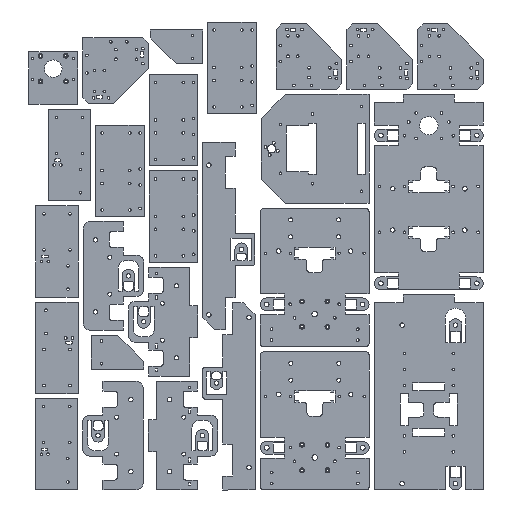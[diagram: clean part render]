
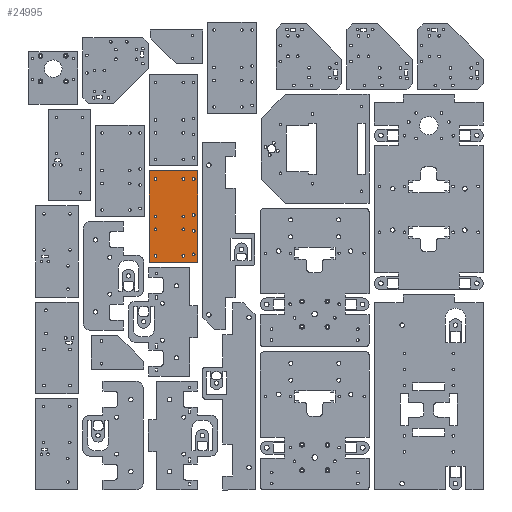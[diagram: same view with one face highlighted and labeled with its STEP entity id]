
A CAD part, left-side view. The second image highlights one B-rep face of the part: STEP entity #24995.
In plain terms, the highlighted face is planar.
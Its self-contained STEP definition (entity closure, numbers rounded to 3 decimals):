
#647=FACE_BOUND('',#4181,.T.);
#648=FACE_BOUND('',#4182,.T.);
#649=FACE_BOUND('',#4183,.T.);
#650=FACE_BOUND('',#4184,.T.);
#651=FACE_BOUND('',#4185,.T.);
#652=FACE_BOUND('',#4186,.T.);
#653=FACE_BOUND('',#4187,.T.);
#654=FACE_BOUND('',#4188,.T.);
#655=FACE_BOUND('',#4189,.T.);
#656=FACE_BOUND('',#4190,.T.);
#657=FACE_BOUND('',#4191,.T.);
#658=FACE_BOUND('',#4192,.T.);
#1454=PLANE('',#27172);
#2532=FACE_OUTER_BOUND('',#4180,.T.);
#4180=EDGE_LOOP('',(#20961,#20962,#20963,#20964));
#4181=EDGE_LOOP('',(#20965));
#4182=EDGE_LOOP('',(#20966));
#4183=EDGE_LOOP('',(#20967));
#4184=EDGE_LOOP('',(#20968));
#4185=EDGE_LOOP('',(#20969));
#4186=EDGE_LOOP('',(#20970));
#4187=EDGE_LOOP('',(#20971));
#4188=EDGE_LOOP('',(#20972));
#4189=EDGE_LOOP('',(#20973));
#4190=EDGE_LOOP('',(#20974));
#4191=EDGE_LOOP('',(#20975));
#4192=EDGE_LOOP('',(#20976));
#6559=LINE('',#39232,#9176);
#6564=LINE('',#39242,#9181);
#6565=LINE('',#39244,#9182);
#6566=LINE('',#39245,#9183);
#9176=VECTOR('',#32153,10.);
#9181=VECTOR('',#32160,10.);
#9182=VECTOR('',#32161,10.);
#9183=VECTOR('',#32162,10.);
#10726=CIRCLE('',#27136,1.65);
#10728=CIRCLE('',#27139,1.65);
#10730=CIRCLE('',#27142,1.65);
#10732=CIRCLE('',#27145,1.65);
#10734=CIRCLE('',#27148,1.65);
#10736=CIRCLE('',#27151,1.65);
#10738=CIRCLE('',#27154,1.65);
#10740=CIRCLE('',#27157,1.65);
#10742=CIRCLE('',#27160,1.65);
#10744=CIRCLE('',#27163,1.65);
#10746=CIRCLE('',#27166,1.65);
#10748=CIRCLE('',#27169,1.65);
#12442=VERTEX_POINT('',#39156);
#12444=VERTEX_POINT('',#39162);
#12446=VERTEX_POINT('',#39168);
#12448=VERTEX_POINT('',#39174);
#12450=VERTEX_POINT('',#39180);
#12452=VERTEX_POINT('',#39186);
#12454=VERTEX_POINT('',#39192);
#12456=VERTEX_POINT('',#39198);
#12458=VERTEX_POINT('',#39204);
#12460=VERTEX_POINT('',#39210);
#12462=VERTEX_POINT('',#39216);
#12464=VERTEX_POINT('',#39222);
#12467=VERTEX_POINT('',#39229);
#12468=VERTEX_POINT('',#39231);
#12472=VERTEX_POINT('',#39241);
#12473=VERTEX_POINT('',#39243);
#15426=EDGE_CURVE('',#12442,#12442,#10726,.T.);
#15429=EDGE_CURVE('',#12444,#12444,#10728,.T.);
#15432=EDGE_CURVE('',#12446,#12446,#10730,.T.);
#15435=EDGE_CURVE('',#12448,#12448,#10732,.T.);
#15438=EDGE_CURVE('',#12450,#12450,#10734,.T.);
#15441=EDGE_CURVE('',#12452,#12452,#10736,.T.);
#15444=EDGE_CURVE('',#12454,#12454,#10738,.T.);
#15447=EDGE_CURVE('',#12456,#12456,#10740,.T.);
#15450=EDGE_CURVE('',#12458,#12458,#10742,.T.);
#15453=EDGE_CURVE('',#12460,#12460,#10744,.T.);
#15456=EDGE_CURVE('',#12462,#12462,#10746,.T.);
#15459=EDGE_CURVE('',#12464,#12464,#10748,.T.);
#15463=EDGE_CURVE('',#12467,#12468,#6559,.T.);
#15468=EDGE_CURVE('',#12472,#12467,#6564,.T.);
#15469=EDGE_CURVE('',#12473,#12472,#6565,.T.);
#15470=EDGE_CURVE('',#12468,#12473,#6566,.T.);
#20961=ORIENTED_EDGE('',*,*,#15468,.F.);
#20962=ORIENTED_EDGE('',*,*,#15469,.F.);
#20963=ORIENTED_EDGE('',*,*,#15470,.F.);
#20964=ORIENTED_EDGE('',*,*,#15463,.F.);
#20965=ORIENTED_EDGE('',*,*,#15426,.T.);
#20966=ORIENTED_EDGE('',*,*,#15429,.T.);
#20967=ORIENTED_EDGE('',*,*,#15432,.T.);
#20968=ORIENTED_EDGE('',*,*,#15435,.T.);
#20969=ORIENTED_EDGE('',*,*,#15438,.T.);
#20970=ORIENTED_EDGE('',*,*,#15441,.T.);
#20971=ORIENTED_EDGE('',*,*,#15444,.T.);
#20972=ORIENTED_EDGE('',*,*,#15447,.T.);
#20973=ORIENTED_EDGE('',*,*,#15450,.T.);
#20974=ORIENTED_EDGE('',*,*,#15453,.T.);
#20975=ORIENTED_EDGE('',*,*,#15456,.T.);
#20976=ORIENTED_EDGE('',*,*,#15459,.T.);
#24995=ADVANCED_FACE('',(#2532,#647,#648,#649,#650,#651,#652,#653,#654,
#655,#656,#657,#658),#1454,.T.);
#27136=AXIS2_PLACEMENT_3D('',#39157,#32068,#32069);
#27139=AXIS2_PLACEMENT_3D('',#39163,#32075,#32076);
#27142=AXIS2_PLACEMENT_3D('',#39169,#32082,#32083);
#27145=AXIS2_PLACEMENT_3D('',#39175,#32089,#32090);
#27148=AXIS2_PLACEMENT_3D('',#39181,#32096,#32097);
#27151=AXIS2_PLACEMENT_3D('',#39187,#32103,#32104);
#27154=AXIS2_PLACEMENT_3D('',#39193,#32110,#32111);
#27157=AXIS2_PLACEMENT_3D('',#39199,#32117,#32118);
#27160=AXIS2_PLACEMENT_3D('',#39205,#32124,#32125);
#27163=AXIS2_PLACEMENT_3D('',#39211,#32131,#32132);
#27166=AXIS2_PLACEMENT_3D('',#39217,#32138,#32139);
#27169=AXIS2_PLACEMENT_3D('',#39223,#32145,#32146);
#27172=AXIS2_PLACEMENT_3D('',#39240,#32158,#32159);
#32068=DIRECTION('center_axis',(-1.,0.,0.));
#32069=DIRECTION('ref_axis',(0.,0.,-1.));
#32075=DIRECTION('center_axis',(-1.,0.,0.));
#32076=DIRECTION('ref_axis',(0.,0.,-1.));
#32082=DIRECTION('center_axis',(-1.,0.,0.));
#32083=DIRECTION('ref_axis',(0.,0.,-1.));
#32089=DIRECTION('center_axis',(-1.,0.,0.));
#32090=DIRECTION('ref_axis',(0.,0.,-1.));
#32096=DIRECTION('center_axis',(-1.,0.,0.));
#32097=DIRECTION('ref_axis',(0.,0.,-1.));
#32103=DIRECTION('center_axis',(-1.,0.,0.));
#32104=DIRECTION('ref_axis',(0.,0.,-1.));
#32110=DIRECTION('center_axis',(-1.,0.,0.));
#32111=DIRECTION('ref_axis',(0.,0.,-1.));
#32117=DIRECTION('center_axis',(-1.,0.,0.));
#32118=DIRECTION('ref_axis',(0.,0.,-1.));
#32124=DIRECTION('center_axis',(-1.,0.,0.));
#32125=DIRECTION('ref_axis',(0.,0.,-1.));
#32131=DIRECTION('center_axis',(-1.,0.,0.));
#32132=DIRECTION('ref_axis',(0.,0.,-1.));
#32138=DIRECTION('center_axis',(-1.,0.,0.));
#32139=DIRECTION('ref_axis',(0.,0.,-1.));
#32145=DIRECTION('center_axis',(-1.,0.,0.));
#32146=DIRECTION('ref_axis',(0.,0.,-1.));
#32153=DIRECTION('',(0.,-1.,0.));
#32158=DIRECTION('center_axis',(1.,0.,0.));
#32159=DIRECTION('ref_axis',(0.,1.,0.));
#32160=DIRECTION('',(0.,0.,-1.));
#32161=DIRECTION('',(0.,1.,0.));
#32162=DIRECTION('',(0.,0.,1.));
#39156=CARTESIAN_POINT('',(10.,-42.6,-6.35));
#39157=CARTESIAN_POINT('Origin',(10.,-42.6,-8.));
#39162=CARTESIAN_POINT('',(10.,-8.,9.65));
#39163=CARTESIAN_POINT('Origin',(10.,-8.,8.));
#39168=CARTESIAN_POINT('',(10.,-42.6,56.65));
#39169=CARTESIAN_POINT('Origin',(10.,-42.6,55.));
#39174=CARTESIAN_POINT('',(10.,5.,-8.35));
#39175=CARTESIAN_POINT('Origin',(10.,5.,-10.));
#39180=CARTESIAN_POINT('',(10.,5.,11.65));
#39181=CARTESIAN_POINT('Origin',(10.,5.,10.));
#39186=CARTESIAN_POINT('',(10.,-8.,-39.55));
#39187=CARTESIAN_POINT('Origin',(10.,-8.,-41.2));
#39192=CARTESIAN_POINT('',(10.,-42.6,-39.55));
#39193=CARTESIAN_POINT('Origin',(10.,-42.6,-41.2));
#39198=CARTESIAN_POINT('',(10.,5.,56.65));
#39199=CARTESIAN_POINT('Origin',(10.,5.,55.));
#39204=CARTESIAN_POINT('',(10.,5.,-37.55));
#39205=CARTESIAN_POINT('Origin',(10.,5.,-39.2));
#39210=CARTESIAN_POINT('',(10.,-8.,56.65));
#39211=CARTESIAN_POINT('Origin',(10.,-8.,55.));
#39216=CARTESIAN_POINT('',(10.,-8.,-6.35));
#39217=CARTESIAN_POINT('Origin',(10.,-8.,-8.));
#39222=CARTESIAN_POINT('',(10.,-42.6,9.65));
#39223=CARTESIAN_POINT('Origin',(10.,-42.6,8.));
#39229=CARTESIAN_POINT('',(10.,10.,-49.2));
#39231=CARTESIAN_POINT('',(10.,-50.6,-49.2));
#39232=CARTESIAN_POINT('',(10.,-50.6,-49.2));
#39240=CARTESIAN_POINT('Origin',(10.,-50.6,0.));
#39241=CARTESIAN_POINT('',(10.,10.,65.));
#39242=CARTESIAN_POINT('',(10.,10.,0.));
#39243=CARTESIAN_POINT('',(10.,-50.6,65.));
#39244=CARTESIAN_POINT('',(10.,-50.6,65.));
#39245=CARTESIAN_POINT('',(10.,-50.6,0.));
